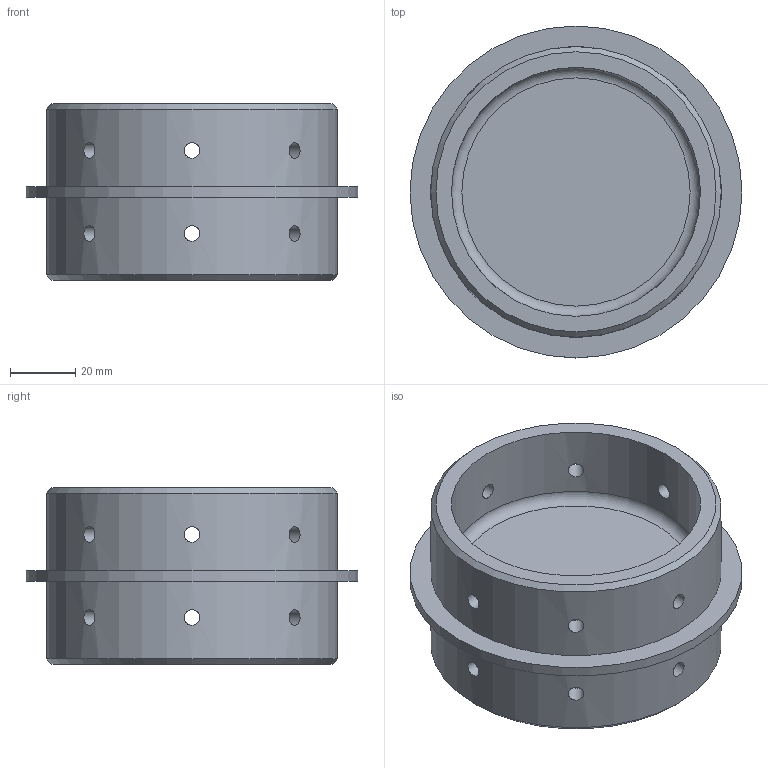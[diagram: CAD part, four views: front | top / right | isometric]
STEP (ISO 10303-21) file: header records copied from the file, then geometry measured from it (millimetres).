
FILE_DESCRIPTION( ( '' ), ' ' );
FILE_NAME( '5ee30e69284b3913e8e513a5.step', '2020-06-12T05:11:05', ( '' ), ( '' ), ' ', ' ', ' ' );
FILE_SCHEMA( ( 'AUTOMOTIVE_DESIGN { 1 0 10303 214 1 1 1 1 }' ) );
Length unit declared in the file: metre
Products named in the file (1): bulkhead_male
Bounding box: 101.6 x 101.6 x 53.98 mm (x, y, z)
Volume: 107901.2 mm3; surface area: 43337 mm2
Topology: 1 solids, 1 shells, 31 faces, 79 edges, 50 vertices
Faces by surface type: cylinder 21, plane 6, torus 2, cone 2
Full cylindrical faces by diameter (mm): 4.763 x16, 76.2 x2, 88.9 x2, 101.6 x1
Entity records: 2894 total; most frequent: CARTESIAN_POINT 2012, DIRECTION 92, EDGE_LOOP 92, ORIENTED_EDGE 92, FACE_OUTER_BOUND 54, AXIS2_PLACEMENT_3D 46, EDGE_CURVE 46, VERTEX_POINT 46
